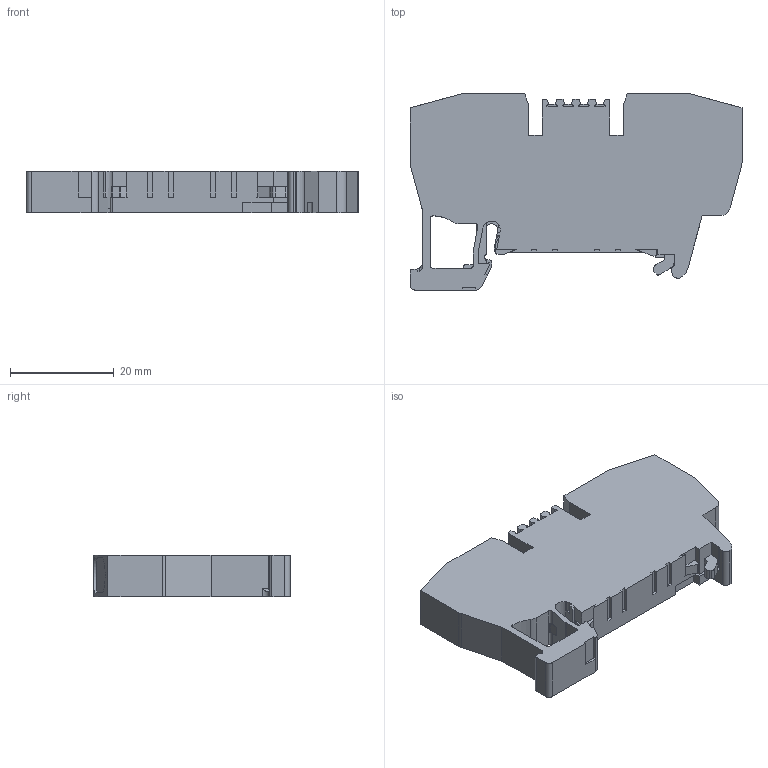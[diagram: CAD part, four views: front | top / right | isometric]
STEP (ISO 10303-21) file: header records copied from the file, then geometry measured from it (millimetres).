
FILE_DESCRIPTION (( 'STEP AP214' ), '1' );
FILE_NAME ('336240_YBK 6T.STP', '2013-11-13T11:54:51', ( 'arge' ), ( 'Microsoft' ), 'SwSTEP 2.0', 'SolidWorks 2013', '' );
FILE_SCHEMA (( 'AUTOMOTIVE_DESIGN' ));
Length unit declared in the file: millimetre
Products named in the file (1): 336240_YBK 6T
Bounding box: 64 x 37.81 x 8 mm (x, y, z)
Volume: 14087.7 mm3; surface area: 6104.4 mm2
Topology: 1 solids, 1 shells, 249 faces, 718 edges, 475 vertices
Faces by surface type: plane 186, cylinder 59, bspline 4
Entity records: 10543 total; most frequent: CARTESIAN_POINT 1659, ORIENTED_EDGE 1436, DIRECTION 1316, EDGE_CURVE 718, LINE 576, VECTOR 576, VERTEX_POINT 475, AXIS2_PLACEMENT_3D 370
